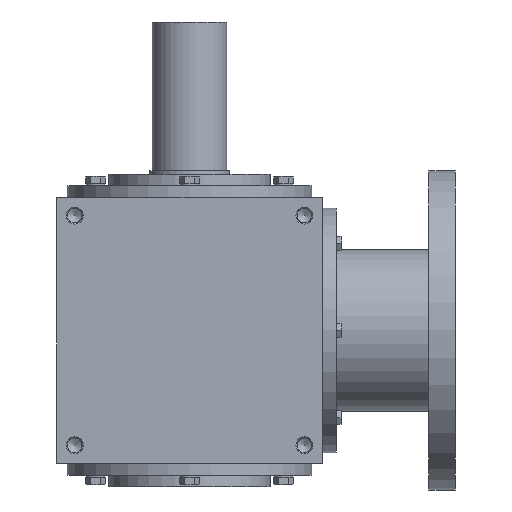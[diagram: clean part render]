
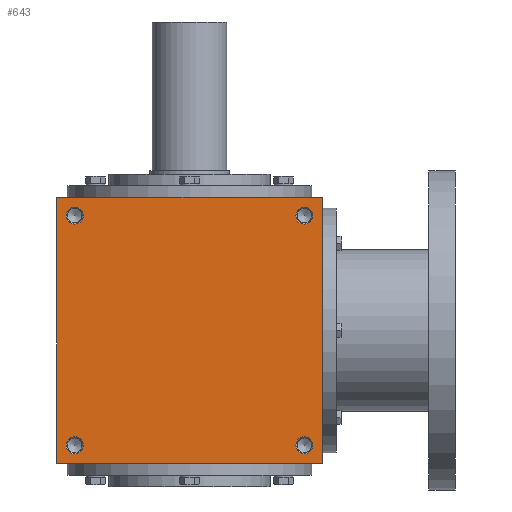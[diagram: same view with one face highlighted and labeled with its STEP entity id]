
A CAD part, front view. The second image highlights one B-rep face of the part: STEP entity #643.
In plain terms, the highlighted planar face has unit normal (0, -1, 0).
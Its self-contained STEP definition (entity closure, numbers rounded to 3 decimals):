
#643 = ADVANCED_FACE( '', ( #1311, #1312, #1313, #1314, #1315 ), #1316, .F. );
#1311 = FACE_BOUND( '', #2076, .T. );
#1312 = FACE_BOUND( '', #2077, .T. );
#1313 = FACE_BOUND( '', #2078, .T. );
#1314 = FACE_BOUND( '', #2079, .T. );
#1315 = FACE_OUTER_BOUND( '', #2080, .T. );
#1316 = PLANE( '', #2081 );
#2076 = EDGE_LOOP( '', ( #3151 ) );
#2077 = EDGE_LOOP( '', ( #3152 ) );
#2078 = EDGE_LOOP( '', ( #3153 ) );
#2079 = EDGE_LOOP( '', ( #3154 ) );
#2080 = EDGE_LOOP( '', ( #3155, #3156, #3157, #3158 ) );
#2081 = AXIS2_PLACEMENT_3D( '', #3159, #3160, #3161 );
#3151 = ORIENTED_EDGE( '', *, *, #4079, .T. );
#3152 = ORIENTED_EDGE( '', *, *, #4274, .T. );
#3153 = ORIENTED_EDGE( '', *, *, #4217, .F. );
#3154 = ORIENTED_EDGE( '', *, *, #4251, .F. );
#3155 = ORIENTED_EDGE( '', *, *, #4275, .T. );
#3156 = ORIENTED_EDGE( '', *, *, #4210, .F. );
#3157 = ORIENTED_EDGE( '', *, *, #4276, .F. );
#3158 = ORIENTED_EDGE( '', *, *, #3968, .T. );
#3159 = CARTESIAN_POINT( '', ( -125., -125., 125. ) );
#3160 = DIRECTION( '', ( 0., 1., 0. ) );
#3161 = DIRECTION( '', ( 0., 0., 1. ) );
#3968 = EDGE_CURVE( '', #4545, #4543, #4546, .T. );
#4079 = EDGE_CURVE( '', #4726, #4726, #4727, .T. );
#4210 = EDGE_CURVE( '', #4930, #4925, #4932, .T. );
#4217 = EDGE_CURVE( '', #4942, #4942, #4943, .T. );
#4251 = EDGE_CURVE( '', #4988, #4988, #4989, .T. );
#4274 = EDGE_CURVE( '', #5019, #5019, #5020, .T. );
#4275 = EDGE_CURVE( '', #4543, #4925, #5021, .T. );
#4276 = EDGE_CURVE( '', #4545, #4930, #5022, .T. );
#4543 = VERTEX_POINT( '', #5327 );
#4545 = VERTEX_POINT( '', #5330 );
#4546 = LINE( '', #5331, #5332 );
#4726 = VERTEX_POINT( '', #5636 );
#4727 = CIRCLE( '', #5637, 8. );
#4925 = VERTEX_POINT( '', #5901 );
#4930 = VERTEX_POINT( '', #5908 );
#4932 = LINE( '', #5911, #5912 );
#4942 = VERTEX_POINT( '', #5922 );
#4943 = CIRCLE( '', #5923, 8. );
#4988 = VERTEX_POINT( '', #5978 );
#4989 = CIRCLE( '', #5979, 8. );
#5019 = VERTEX_POINT( '', #6011 );
#5020 = CIRCLE( '', #6012, 8. );
#5021 = LINE( '', #6013, #6014 );
#5022 = LINE( '', #6015, #6016 );
#5327 = CARTESIAN_POINT( '', ( -125., -125., -125. ) );
#5330 = CARTESIAN_POINT( '', ( -125., -125., 125. ) );
#5331 = CARTESIAN_POINT( '', ( -125., -125., 125. ) );
#5332 = VECTOR( '', #6397, 1000. );
#5636 = CARTESIAN_POINT( '', ( -108., -125., -100. ) );
#5637 = AXIS2_PLACEMENT_3D( '', #6596, #6597, #6598 );
#5901 = CARTESIAN_POINT( '', ( 125., -125., -125. ) );
#5908 = CARTESIAN_POINT( '', ( 125., -125., 125. ) );
#5911 = CARTESIAN_POINT( '', ( 125., -125., 125. ) );
#5912 = VECTOR( '', #6816, 1000. );
#5922 = CARTESIAN_POINT( '', ( 108., -125., -116. ) );
#5923 = AXIS2_PLACEMENT_3D( '', #6829, #6830, #6831 );
#5978 = CARTESIAN_POINT( '', ( 108., -125., 100. ) );
#5979 = AXIS2_PLACEMENT_3D( '', #6882, #6883, #6884 );
#6011 = CARTESIAN_POINT( '', ( -108., -125., 116. ) );
#6012 = AXIS2_PLACEMENT_3D( '', #6914, #6915, #6916 );
#6013 = CARTESIAN_POINT( '', ( -125., -125., -125. ) );
#6014 = VECTOR( '', #6917, 1000. );
#6015 = CARTESIAN_POINT( '', ( -125., -125., 125. ) );
#6016 = VECTOR( '', #6918, 1000. );
#6397 = DIRECTION( '', ( 0., 0., -1. ) );
#6596 = CARTESIAN_POINT( '', ( -108., -125., -108. ) );
#6597 = DIRECTION( '', ( 0., 1., 0. ) );
#6598 = DIRECTION( '', ( 0., 0., 1. ) );
#6816 = DIRECTION( '', ( 0., 0., -1. ) );
#6829 = CARTESIAN_POINT( '', ( 108., -125., -108. ) );
#6830 = DIRECTION( '', ( 0., -1., 0. ) );
#6831 = DIRECTION( '', ( 0., 0., -1. ) );
#6882 = CARTESIAN_POINT( '', ( 108., -125., 108. ) );
#6883 = DIRECTION( '', ( 0., -1., 0. ) );
#6884 = DIRECTION( '', ( 0., 0., -1. ) );
#6914 = CARTESIAN_POINT( '', ( -108., -125., 108. ) );
#6915 = DIRECTION( '', ( 0., 1., 0. ) );
#6916 = DIRECTION( '', ( 0., 0., 1. ) );
#6917 = DIRECTION( '', ( 1., 0., 0. ) );
#6918 = DIRECTION( '', ( 1., 0., 0. ) );
